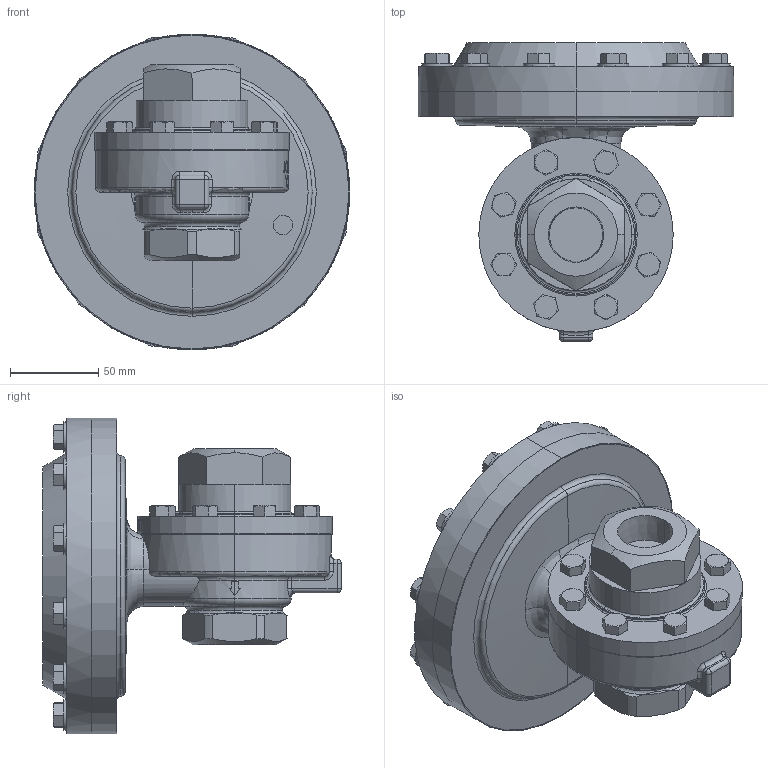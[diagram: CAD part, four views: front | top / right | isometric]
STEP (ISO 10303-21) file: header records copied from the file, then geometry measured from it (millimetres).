
FILE_DESCRIPTION (( 'STEP AP203' ), '1' );
FILE_NAME ('56-100-BR+DI-PT.step', '2017-10-04T15:17:44', ( '' ), ( '' ), 'SwSTEP 2.0', 'SolidWorks 2014', '' );
FILE_SCHEMA (( 'CONFIG_CONTROL_DESIGN' ));
Products named in the file (1): 56-100-BR+DI-PT
Bounding box: 179.32 x 169.51 x 179.32 mm (x, y, z)
Volume: 1551895.9 mm3; surface area: 124031.7 mm2
Topology: 1 solids, 1 shells, 680 faces, 1664 edges, 1030 vertices
Faces by surface type: plane 296, cone 149, bspline 106, cylinder 95, torus 28, sphere 6
Entity records: 36921 total; most frequent: CARTESIAN_POINT 21821, ORIENTED_EDGE 3320, DIRECTION 2822, EDGE_CURVE 1660, AXIS2_PLACEMENT_3D 1102, VERTEX_POINT 1030, EDGE_LOOP 730, FACE_OUTER_BOUND 680
